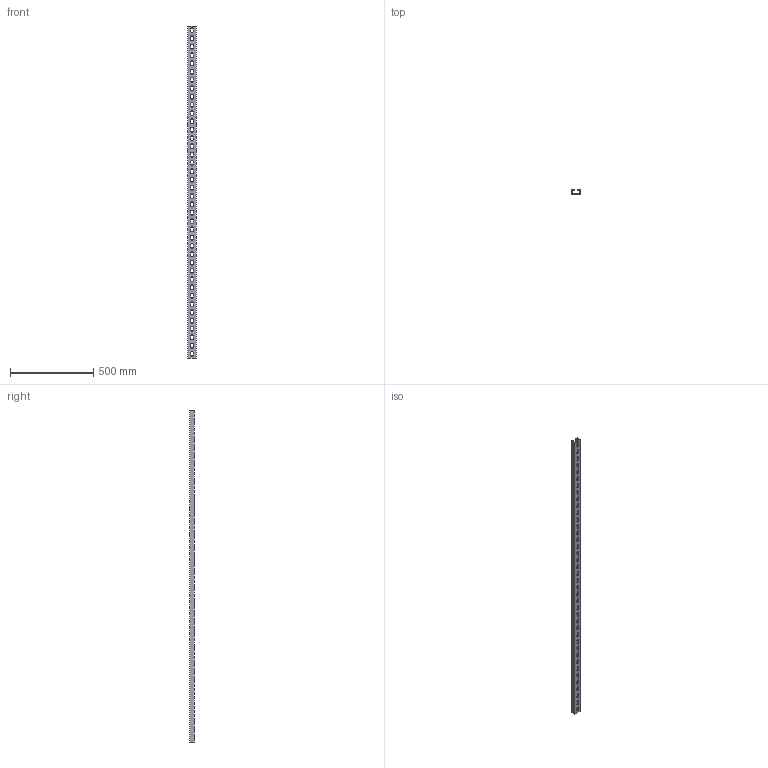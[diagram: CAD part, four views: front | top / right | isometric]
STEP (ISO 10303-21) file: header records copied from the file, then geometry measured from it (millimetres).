
FILE_DESCRIPTION (( 'STEP AP214' ), '1' );
FILE_NAME ('1121465.stp', '2024-05-02T14:29:00', ( '' ), ( '' ), 'SwSTEP 2.0', 'SolidWorks 2022', '' );
FILE_SCHEMA (( 'AUTOMOTIVE_DESIGN' ));
Length unit declared in the file: millimetre
Products named in the file (1): 1121465
Bounding box: 50 x 30 x 2000 mm (x, y, z)
Volume: 761552.1 mm3; surface area: 529486.3 mm2
Topology: 1 solids, 1 shells, 202 faces, 600 edges, 400 vertices
Faces by surface type: plane 122, cylinder 80
Entity records: 6978 total; most frequent: CARTESIAN_POINT 1203, ORIENTED_EDGE 1200, DIRECTION 1166, EDGE_CURVE 600, VECTOR 440, LINE 440, VERTEX_POINT 400, AXIS2_PLACEMENT_3D 363
